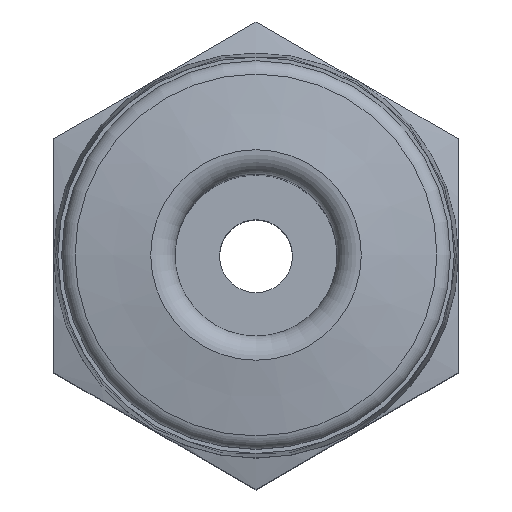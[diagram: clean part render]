
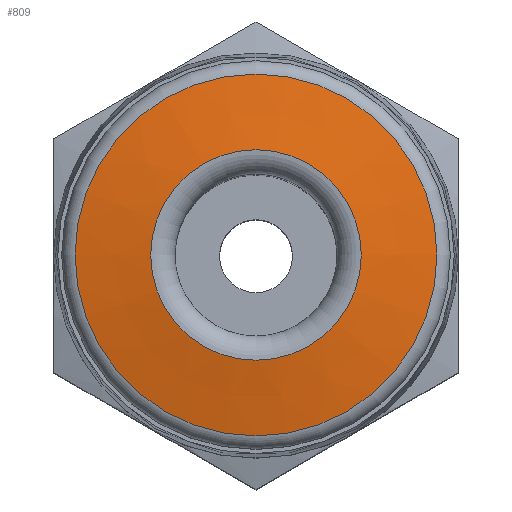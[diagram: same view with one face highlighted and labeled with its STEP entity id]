
A CAD part, top view. The second image highlights one B-rep face of the part: STEP entity #809.
In plain terms, the highlighted conical face has half-angle 80 degrees and reference radius 1.3 mm.
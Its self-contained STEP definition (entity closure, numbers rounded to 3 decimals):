
#61=CIRCLE('',#862,2.235);
#62=CIRCLE('',#863,1.3);
#106=ORIENTED_EDGE('',*,*,#236,.F.);
#107=ORIENTED_EDGE('',*,*,#237,.T.);
#236=EDGE_CURVE('',#297,#297,#61,.T.);
#237=EDGE_CURVE('',#298,#298,#62,.T.);
#297=VERTEX_POINT('',#1154);
#298=VERTEX_POINT('',#1156);
#362=EDGE_LOOP('',(#106));
#363=EDGE_LOOP('',(#107));
#428=FACE_BOUND('',#362,.T.);
#429=FACE_BOUND('',#363,.T.);
#494=CONICAL_SURFACE('',#861,1.3,1.396);
#809=ADVANCED_FACE('',(#428,#429),#494,.T.);
#861=AXIS2_PLACEMENT_3D('',#1152,#950,#951);
#862=AXIS2_PLACEMENT_3D('',#1153,#952,#953);
#863=AXIS2_PLACEMENT_3D('',#1155,#954,#955);
#950=DIRECTION('',(0.,0.,-1.));
#951=DIRECTION('',(-1.,0.,0.));
#952=DIRECTION('',(0.,0.,-1.));
#953=DIRECTION('',(-1.,0.,0.));
#954=DIRECTION('',(0.,0.,-1.));
#955=DIRECTION('',(-1.,0.,0.));
#1152=CARTESIAN_POINT('',(0.,0.,9.6));
#1153=CARTESIAN_POINT('',(0.,0.,9.435));
#1154=CARTESIAN_POINT('',(-2.235,0.,9.435));
#1155=CARTESIAN_POINT('',(0.,0.,9.6));
#1156=CARTESIAN_POINT('',(-1.3,0.,9.6));
